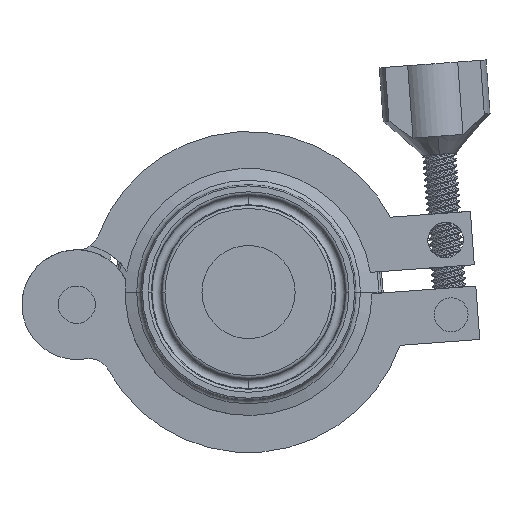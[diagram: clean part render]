
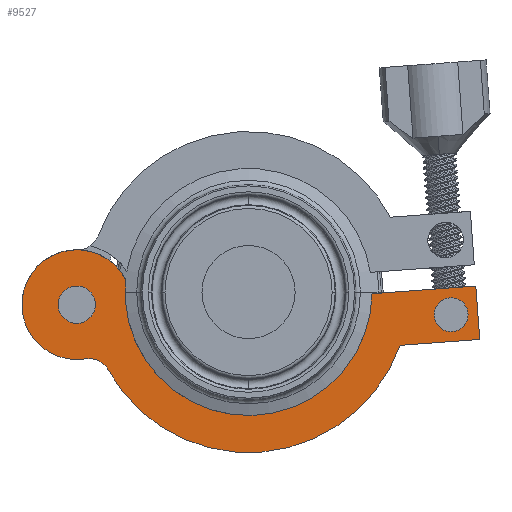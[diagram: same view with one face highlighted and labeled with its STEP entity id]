
A CAD part, front view. The second image highlights one B-rep face of the part: STEP entity #9527.
In plain terms, the highlighted planar face has unit normal (0, -1, 0).
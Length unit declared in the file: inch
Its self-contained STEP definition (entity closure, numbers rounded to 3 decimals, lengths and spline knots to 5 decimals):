
#47 = VERTEX_POINT ( 'NONE', #7764 ) ;
#92 = VERTEX_POINT ( 'NONE', #3346 ) ;
#144 = EDGE_CURVE ( 'NONE', #1402, #4110, #5324, .T. ) ;
#220 = VERTEX_POINT ( 'NONE', #6603 ) ;
#414 = EDGE_CURVE ( 'NONE', #47, #1115, #6986, .T. ) ;
#481 = VECTOR ( 'NONE', #9199, 39.37008 ) ;
#680 = CARTESIAN_POINT ( 'NONE',  ( 1.89263, -0.32667, -0.05345 ) ) ;
#952 = DIRECTION ( 'NONE',  ( 0.997, 0., 0.073 ) ) ;
#1115 = VERTEX_POINT ( 'NONE', #8449 ) ;
#1281 = CARTESIAN_POINT ( 'NONE',  ( -1.60464, -0.32667, -0.11798 ) ) ;
#1300 = ORIENTED_EDGE ( 'NONE', *, *, #414, .F. ) ;
#1402 = VERTEX_POINT ( 'NONE', #11349 ) ;
#1533 = CARTESIAN_POINT ( 'NONE',  ( -1.31325, -0.32667, -0.72482 ) ) ;
#1987 = DIRECTION ( 'NONE',  ( 0.997, 0., 0.073 ) ) ;
#2204 = VERTEX_POINT ( 'NONE', #7863 ) ;
#2282 = DIRECTION ( 'NONE',  ( 0.997, 0., 0.073 ) ) ;
#2550 = AXIS2_PLACEMENT_3D ( 'NONE', #4293, #4336, #3412 ) ;
#2578 = EDGE_CURVE ( 'NONE', #3042, #4644, #8375, .T. ) ;
#2655 = EDGE_CURVE ( 'NONE', #2204, #3042, #10717, .T. ) ;
#2779 = DIRECTION ( 'NONE',  ( 0., -1., 0. ) ) ;
#2783 = FACE_BOUND ( 'NONE', #12514, .T. ) ;
#2866 = EDGE_CURVE ( 'NONE', #4644, #92, #3062, .T. ) ;
#3042 = VERTEX_POINT ( 'NONE', #1533 ) ;
#3062 = LINE ( 'NONE', #5384, #481 ) ;
#3346 = CARTESIAN_POINT ( 'NONE',  ( 2.16028, -0.32667, -0.44278 ) ) ;
#3409 = CARTESIAN_POINT ( 'NONE',  ( 2.12362, -0.32667, 0.05587 ) ) ;
#3412 = DIRECTION ( 'NONE',  ( 0.997, 0., 0.073 ) ) ;
#3440 = ORIENTED_EDGE ( 'NONE', *, *, #4460, .T. ) ;
#3756 = EDGE_CURVE ( 'NONE', #4110, #1402, #4613, .T. ) ;
#3849 = AXIS2_PLACEMENT_3D ( 'NONE', #10428, #11431, #11513 ) ;
#3972 = VERTEX_POINT ( 'NONE', #9734 ) ;
#3988 = ORIENTED_EDGE ( 'NONE', *, *, #10178, .F. ) ;
#3993 = FACE_BOUND ( 'NONE', #4972, .T. ) ;
#4092 = EDGE_LOOP ( 'NONE', ( #5604, #8213, #7578, #5348, #9819, #5701, #3440, #1300 ) ) ;
#4110 = VERTEX_POINT ( 'NONE', #680 ) ;
#4293 = CARTESIAN_POINT ( 'NONE',  ( -1.48835, -0.32667, -0.82146 ) ) ;
#4336 = DIRECTION ( 'NONE',  ( 0., 1., 0. ) ) ;
#4460 = EDGE_CURVE ( 'NONE', #92, #1115, #5821, .T. ) ;
#4601 = AXIS2_PLACEMENT_3D ( 'NONE', #8593, #2779, #952 ) ;
#4613 = CIRCLE ( 'NONE', #5730, 0.15833 ) ;
#4644 = VERTEX_POINT ( 'NONE', #8544 ) ;
#4706 = ORIENTED_EDGE ( 'NONE', *, *, #3756, .T. ) ;
#4714 = VECTOR ( 'NONE', #2282, 39.37008 ) ;
#4750 = FACE_OUTER_BOUND ( 'NONE', #4092, .T. ) ;
#4779 = AXIS2_PLACEMENT_3D ( 'NONE', #6849, #11827, #4945 ) ;
#4790 = CARTESIAN_POINT ( 'NONE',  ( -1.60464, -0.32667, -0.29207 ) ) ;
#4945 = DIRECTION ( 'NONE',  ( 0.997, 0., 0.073 ) ) ;
#4972 = EDGE_LOOP ( 'NONE', ( #3988, #9554 ) ) ;
#5096 = VERTEX_POINT ( 'NONE', #4790 ) ;
#5163 = CARTESIAN_POINT ( 'NONE',  ( 1.1539, -0.32667, -0.01543 ) ) ;
#5324 = CIRCLE ( 'NONE', #11609, 0.15833 ) ;
#5348 = ORIENTED_EDGE ( 'NONE', *, *, #2655, .T. ) ;
#5368 = VERTEX_POINT ( 'NONE', #11437 ) ;
#5384 = CARTESIAN_POINT ( 'NONE',  ( 2.16028, -0.32667, -0.44278 ) ) ;
#5595 = AXIS2_PLACEMENT_3D ( 'NONE', #1281, #11977, #10927 ) ;
#5597 = EDGE_CURVE ( 'NONE', #5368, #47, #7264, .T. ) ;
#5604 = ORIENTED_EDGE ( 'NONE', *, *, #5597, .F. ) ;
#5701 = ORIENTED_EDGE ( 'NONE', *, *, #2866, .T. ) ;
#5730 = AXIS2_PLACEMENT_3D ( 'NONE', #8002, #10016, #6160 ) ;
#5777 = DIRECTION ( 'NONE',  ( 0., -1., 0. ) ) ;
#5800 = CARTESIAN_POINT ( 'NONE',  ( -1.60464, -0.32667, -0.11798 ) ) ;
#5821 = LINE ( 'NONE', #3409, #11529 ) ;
#6160 = DIRECTION ( 'NONE',  ( 0., 0., -1. ) ) ;
#6603 = CARTESIAN_POINT ( 'NONE',  ( -2.11629, -0.32667, -0.1556 ) ) ;
#6791 = AXIS2_PLACEMENT_3D ( 'NONE', #5800, #8781, #7676 ) ;
#6806 = EDGE_CURVE ( 'NONE', #5368, #220, #8305, .T. ) ;
#6849 = CARTESIAN_POINT ( 'NONE',  ( -1.60464, -0.32667, -0.11798 ) ) ;
#6986 = LINE ( 'NONE', #5163, #4714 ) ;
#7264 = CIRCLE ( 'NONE', #4601, 1.154 ) ;
#7578 = ORIENTED_EDGE ( 'NONE', *, *, #10636, .T. ) ;
#7581 = DIRECTION ( 'NONE',  ( 0., 0., -1. ) ) ;
#7601 = CARTESIAN_POINT ( 'NONE',  ( -1.60464, -0.32667, -0.11798 ) ) ;
#7676 = DIRECTION ( 'NONE',  ( 0., 0., -1. ) ) ;
#7764 = CARTESIAN_POINT ( 'NONE',  ( 1.1539, -0.32667, -0.01543 ) ) ;
#7863 = CARTESIAN_POINT ( 'NONE',  ( -1.52097, -0.32667, -0.62414 ) ) ;
#8002 = CARTESIAN_POINT ( 'NONE',  ( 1.89263, -0.32667, -0.21179 ) ) ;
#8030 = ORIENTED_EDGE ( 'NONE', *, *, #144, .T. ) ;
#8213 = ORIENTED_EDGE ( 'NONE', *, *, #6806, .T. ) ;
#8305 = CIRCLE ( 'NONE', #4779, 0.51303 ) ;
#8312 = AXIS2_PLACEMENT_3D ( 'NONE', #12665, #9686, #1987 ) ;
#8375 = CIRCLE ( 'NONE', #3849, 1.5 ) ;
#8449 = CARTESIAN_POINT ( 'NONE',  ( 2.12362, -0.32667, 0.05587 ) ) ;
#8544 = CARTESIAN_POINT ( 'NONE',  ( 1.41507, -0.32667, -0.49757 ) ) ;
#8593 = CARTESIAN_POINT ( 'NONE',  ( 0., -0.32667, 0. ) ) ;
#8597 = CIRCLE ( 'NONE', #11190, 0.51303 ) ;
#8611 = DIRECTION ( 'NONE',  ( 0., 1., 0. ) ) ;
#8781 = DIRECTION ( 'NONE',  ( 0., -1., 0. ) ) ;
#8881 = CIRCLE ( 'NONE', #5595, 0.17409 ) ;
#9143 = DIRECTION ( 'NONE',  ( -0.073, 0., 0.997 ) ) ;
#9199 = DIRECTION ( 'NONE',  ( 0.997, 0., 0.073 ) ) ;
#9527 = ADVANCED_FACE ( 'NONE', ( #2783, #4750, #3993 ), #11713, .T. ) ;
#9554 = ORIENTED_EDGE ( 'NONE', *, *, #12395, .F. ) ;
#9686 = DIRECTION ( 'NONE',  ( 0., -1., 0. ) ) ;
#9734 = CARTESIAN_POINT ( 'NONE',  ( -1.60464, -0.32667, 0.0561 ) ) ;
#9819 = ORIENTED_EDGE ( 'NONE', *, *, #2578, .T. ) ;
#10016 = DIRECTION ( 'NONE',  ( 0., 1., 0. ) ) ;
#10178 = EDGE_CURVE ( 'NONE', #5096, #3972, #11037, .T. ) ;
#10428 = CARTESIAN_POINT ( 'NONE',  ( 0., -0.32667, 0. ) ) ;
#10565 = CARTESIAN_POINT ( 'NONE',  ( 1.89263, -0.32667, -0.21179 ) ) ;
#10636 = EDGE_CURVE ( 'NONE', #220, #2204, #8597, .T. ) ;
#10717 = CIRCLE ( 'NONE', #2550, 0.2 ) ;
#10927 = DIRECTION ( 'NONE',  ( 0., 0., -1. ) ) ;
#11037 = CIRCLE ( 'NONE', #6791, 0.17409 ) ;
#11190 = AXIS2_PLACEMENT_3D ( 'NONE', #7601, #5777, #11727 ) ;
#11349 = CARTESIAN_POINT ( 'NONE',  ( 1.89263, -0.32667, -0.37012 ) ) ;
#11431 = DIRECTION ( 'NONE',  ( 0., -1., 0. ) ) ;
#11437 = CARTESIAN_POINT ( 'NONE',  ( -1.14814, -0.32667, 0.11612 ) ) ;
#11513 = DIRECTION ( 'NONE',  ( 0.997, 0., 0.073 ) ) ;
#11529 = VECTOR ( 'NONE', #9143, 39.37008 ) ;
#11609 = AXIS2_PLACEMENT_3D ( 'NONE', #10565, #8611, #7581 ) ;
#11713 = PLANE ( 'NONE',  #8312 ) ;
#11727 = DIRECTION ( 'NONE',  ( 0.997, 0., 0.073 ) ) ;
#11827 = DIRECTION ( 'NONE',  ( 0., -1., 0. ) ) ;
#11977 = DIRECTION ( 'NONE',  ( 0., -1., 0. ) ) ;
#12395 = EDGE_CURVE ( 'NONE', #3972, #5096, #8881, .T. ) ;
#12514 = EDGE_LOOP ( 'NONE', ( #8030, #4706 ) ) ;
#12665 = CARTESIAN_POINT ( 'NONE',  ( -1.15089, -0.32667, -0.08462 ) ) ;
